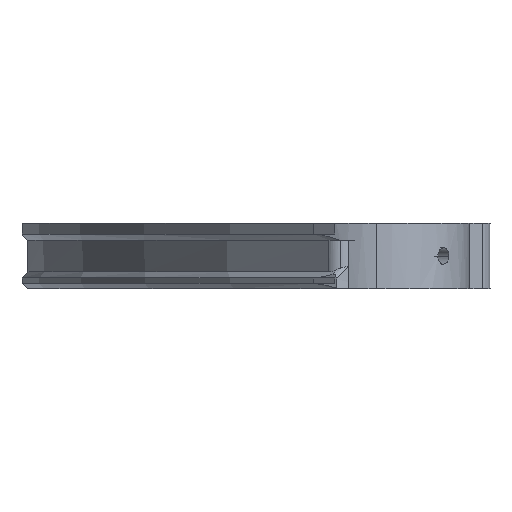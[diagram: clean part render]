
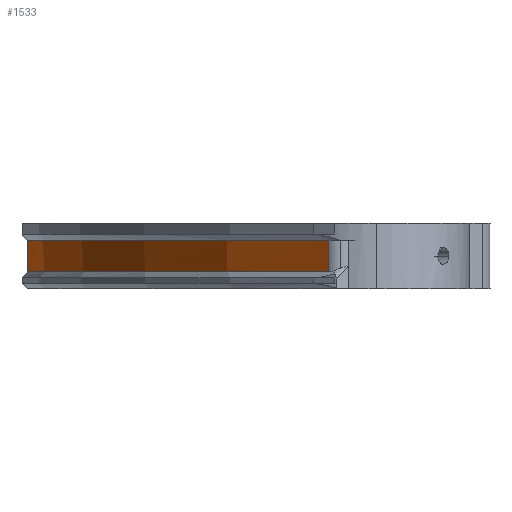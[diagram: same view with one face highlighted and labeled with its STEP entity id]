
A CAD part, front view. The second image highlights one B-rep face of the part: STEP entity #1533.
In plain terms, the highlighted cylindrical face has radius 178.9 mm (diameter 357.8 mm), a partial arc.
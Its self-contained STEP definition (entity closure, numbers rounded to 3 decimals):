
#297 = CARTESIAN_POINT ( 'NONE',  ( -130.741, 118.601, -3.584 ) ) ;
#529 = EDGE_CURVE ( 'NONE', #2968, #3714, #4259, .T. ) ;
#637 = CARTESIAN_POINT ( 'NONE',  ( -130.741, 118.601, -1.484 ) ) ;
#684 = AXIS2_PLACEMENT_3D ( 'NONE', #1896, #2257, #4191 ) ;
#696 = ORIENTED_EDGE ( 'NONE', *, *, #4667, .T. ) ;
#725 = CYLINDRICAL_SURFACE ( 'NONE', #684, 178.9 ) ;
#797 = EDGE_LOOP ( 'NONE', ( #1454, #696, #4931, #3023, #2235, #3642 ) ) ;
#1116 = FACE_OUTER_BOUND ( 'NONE', #797, .T. ) ;
#1243 = EDGE_CURVE ( 'NONE', #3303, #3714, #1513, .T. ) ;
#1340 = LINE ( 'NONE', #2905, #1592 ) ;
#1454 = ORIENTED_EDGE ( 'NONE', *, *, #2600, .F. ) ;
#1465 = CARTESIAN_POINT ( 'NONE',  ( -130.741, 118.601, 1.416 ) ) ;
#1513 = CIRCLE ( 'NONE', #3161, 178.9 ) ;
#1533 = ADVANCED_FACE ( 'NONE', ( #1116 ), #725, .T. ) ;
#1592 = VECTOR ( 'NONE', #4515, 1000. ) ;
#1627 = CARTESIAN_POINT ( 'NONE',  ( 0., -3.513, 4.316 ) ) ;
#1649 = VERTEX_POINT ( 'NONE', #1465 ) ;
#1896 = CARTESIAN_POINT ( 'NONE',  ( 0., -3.513, -3.584 ) ) ;
#1971 = CARTESIAN_POINT ( 'NONE',  ( -108.454, 138.764, 1.416 ) ) ;
#2116 = CARTESIAN_POINT ( 'NONE',  ( 0., -3.513, 1.416 ) ) ;
#2125 = VERTEX_POINT ( 'NONE', #637 ) ;
#2172 = DIRECTION ( 'NONE',  ( 0., 0., 1. ) ) ;
#2188 = DIRECTION ( 'NONE',  ( 0., 0., 1. ) ) ;
#2235 = ORIENTED_EDGE ( 'NONE', *, *, #3240, .T. ) ;
#2257 = DIRECTION ( 'NONE',  ( 0., 0., -1. ) ) ;
#2368 = DIRECTION ( 'NONE',  ( 0., 0., -1. ) ) ;
#2400 = CARTESIAN_POINT ( 'NONE',  ( -123.997, -132.471, 4.316 ) ) ;
#2525 = DIRECTION ( 'NONE',  ( 0., 1., 0. ) ) ;
#2600 = EDGE_CURVE ( 'NONE', #4491, #2125, #3460, .T. ) ;
#2628 = DIRECTION ( 'NONE',  ( 0., 0., 1. ) ) ;
#2775 = CARTESIAN_POINT ( 'NONE',  ( -123.997, -132.471, -1.484 ) ) ;
#2905 = CARTESIAN_POINT ( 'NONE',  ( -123.997, -132.471, -3.584 ) ) ;
#2968 = VERTEX_POINT ( 'NONE', #1971 ) ;
#2990 = EDGE_CURVE ( 'NONE', #2125, #1649, #3102, .T. ) ;
#3023 = ORIENTED_EDGE ( 'NONE', *, *, #529, .F. ) ;
#3102 = LINE ( 'NONE', #297, #5038 ) ;
#3161 = AXIS2_PLACEMENT_3D ( 'NONE', #1627, #2368, #3996 ) ;
#3216 = AXIS2_PLACEMENT_3D ( 'NONE', #3531, #3865, #4655 ) ;
#3240 = EDGE_CURVE ( 'NONE', #2968, #1649, #3633, .T. ) ;
#3298 = AXIS2_PLACEMENT_3D ( 'NONE', #2116, #2172, #2525 ) ;
#3303 = VERTEX_POINT ( 'NONE', #2400 ) ;
#3431 = CARTESIAN_POINT ( 'NONE',  ( -108.454, 138.764, 4.316 ) ) ;
#3460 = CIRCLE ( 'NONE', #3216, 178.9 ) ;
#3531 = CARTESIAN_POINT ( 'NONE',  ( 0., -3.513, -1.484 ) ) ;
#3633 = CIRCLE ( 'NONE', #3298, 178.9 ) ;
#3642 = ORIENTED_EDGE ( 'NONE', *, *, #2990, .F. ) ;
#3714 = VERTEX_POINT ( 'NONE', #3431 ) ;
#3865 = DIRECTION ( 'NONE',  ( 0., 0., -1. ) ) ;
#3996 = DIRECTION ( 'NONE',  ( 0., 1., 0. ) ) ;
#4191 = DIRECTION ( 'NONE',  ( 0., 1., 0. ) ) ;
#4221 = VECTOR ( 'NONE', #2188, 1000. ) ;
#4234 = CARTESIAN_POINT ( 'NONE',  ( -108.454, 138.764, -3.584 ) ) ;
#4259 = LINE ( 'NONE', #4234, #4221 ) ;
#4491 = VERTEX_POINT ( 'NONE', #2775 ) ;
#4515 = DIRECTION ( 'NONE',  ( 0., 0., 1. ) ) ;
#4655 = DIRECTION ( 'NONE',  ( 0., 1., 0. ) ) ;
#4667 = EDGE_CURVE ( 'NONE', #4491, #3303, #1340, .T. ) ;
#4931 = ORIENTED_EDGE ( 'NONE', *, *, #1243, .T. ) ;
#5038 = VECTOR ( 'NONE', #2628, 1000. ) ;
